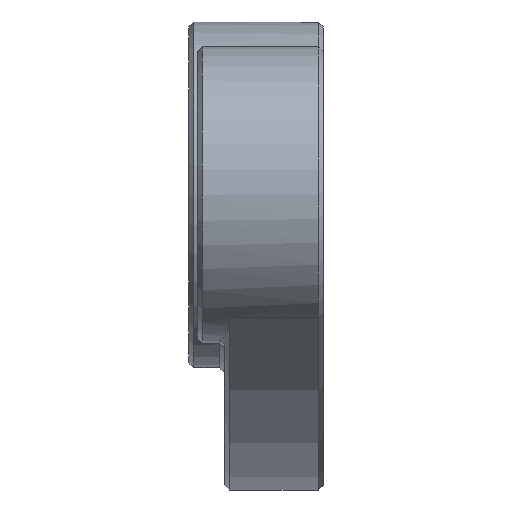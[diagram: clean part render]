
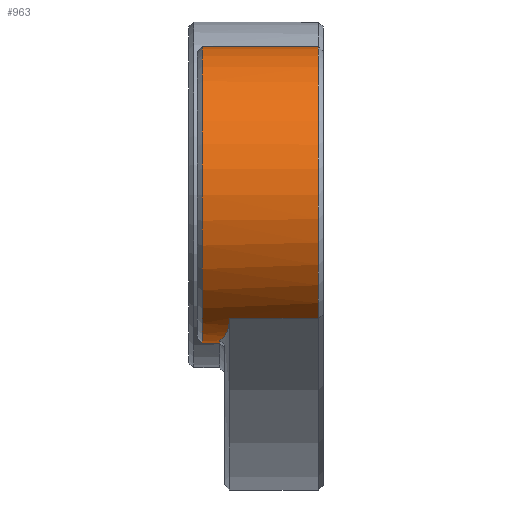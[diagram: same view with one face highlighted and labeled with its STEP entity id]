
A CAD part, left-side view. The second image highlights one B-rep face of the part: STEP entity #963.
In plain terms, the highlighted cylindrical face has radius 12 mm (diameter 24 mm), a full revolution.
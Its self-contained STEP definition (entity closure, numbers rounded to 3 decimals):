
#72=FACE_OUTER_BOUND('',#128,.T.);
#128=EDGE_LOOP('',(#678,#679,#680,#681,#682,#683,#684,#685,#686,#687,#688,
#689));
#182=CIRCLE('',#1038,12.);
#184=CIRCLE('',#1041,12.);
#185=CIRCLE('',#1042,12.);
#186=CIRCLE('',#1043,12.);
#246=B_SPLINE_CURVE_WITH_KNOTS('',3,(#1941,#1942,#1943,#1944,#1945,#1946),
 .UNSPECIFIED.,.F.,.F.,(4,2,4),(1.717,1.726,1.834),
 .UNSPECIFIED.);
#247=B_SPLINE_CURVE_WITH_KNOTS('',3,(#1948,#1949,#1950,#1951),
 .UNSPECIFIED.,.F.,.F.,(4,4),(2.653,2.794),
 .UNSPECIFIED.);
#248=B_SPLINE_CURVE_WITH_KNOTS('',3,(#1953,#1954,#1955,#1956,#1957,#1958),
 .UNSPECIFIED.,.F.,.F.,(4,2,4),(2.065,2.279,2.394),
 .UNSPECIFIED.);
#249=B_SPLINE_CURVE_WITH_KNOTS('',3,(#1970,#1971,#1972,#1973),
 .UNSPECIFIED.,.F.,.F.,(4,4),(1.594,1.867),
 .UNSPECIFIED.);
#274=LINE('',#1960,#337);
#275=LINE('',#1964,#338);
#276=LINE('',#1969,#339);
#337=VECTOR('',#1175,10.);
#338=VECTOR('',#1178,12.);
#339=VECTOR('',#1183,10.);
#418=VERTEX_POINT('',#1922);
#419=VERTEX_POINT('',#1929);
#421=VERTEX_POINT('',#1940);
#422=VERTEX_POINT('',#1947);
#423=VERTEX_POINT('',#1952);
#424=VERTEX_POINT('',#1959);
#425=VERTEX_POINT('',#1961);
#426=VERTEX_POINT('',#1963);
#427=VERTEX_POINT('',#1966);
#428=VERTEX_POINT('',#1968);
#520=EDGE_CURVE('',#418,#419,#182,.T.);
#523=EDGE_CURVE('',#419,#421,#246,.T.);
#524=EDGE_CURVE('',#422,#418,#247,.T.);
#525=EDGE_CURVE('',#423,#422,#248,.T.);
#526=EDGE_CURVE('',#423,#424,#274,.T.);
#527=EDGE_CURVE('',#425,#424,#184,.T.);
#528=EDGE_CURVE('',#425,#426,#275,.T.);
#529=EDGE_CURVE('',#426,#426,#185,.T.);
#530=EDGE_CURVE('',#427,#425,#186,.T.);
#531=EDGE_CURVE('',#428,#427,#276,.T.);
#532=EDGE_CURVE('',#421,#428,#249,.T.);
#678=ORIENTED_EDGE('',*,*,#523,.F.);
#679=ORIENTED_EDGE('',*,*,#520,.F.);
#680=ORIENTED_EDGE('',*,*,#524,.F.);
#681=ORIENTED_EDGE('',*,*,#525,.F.);
#682=ORIENTED_EDGE('',*,*,#526,.T.);
#683=ORIENTED_EDGE('',*,*,#527,.F.);
#684=ORIENTED_EDGE('',*,*,#528,.T.);
#685=ORIENTED_EDGE('',*,*,#529,.F.);
#686=ORIENTED_EDGE('',*,*,#528,.F.);
#687=ORIENTED_EDGE('',*,*,#530,.F.);
#688=ORIENTED_EDGE('',*,*,#531,.F.);
#689=ORIENTED_EDGE('',*,*,#532,.F.);
#943=CYLINDRICAL_SURFACE('',#1040,12.);
#963=ADVANCED_FACE('',(#72),#943,.T.);
#1038=AXIS2_PLACEMENT_3D('',#1930,#1169,#1170);
#1040=AXIS2_PLACEMENT_3D('',#1939,#1173,#1174);
#1041=AXIS2_PLACEMENT_3D('',#1962,#1176,#1177);
#1042=AXIS2_PLACEMENT_3D('',#1965,#1179,#1180);
#1043=AXIS2_PLACEMENT_3D('',#1967,#1181,#1182);
#1169=DIRECTION('center_axis',(0.,-1.,0.));
#1170=DIRECTION('ref_axis',(1.,0.,0.));
#1173=DIRECTION('center_axis',(0.,-1.,0.));
#1174=DIRECTION('ref_axis',(1.,0.,0.));
#1175=DIRECTION('',(0.,-1.,0.));
#1176=DIRECTION('center_axis',(0.,-1.,0.));
#1177=DIRECTION('ref_axis',(-1.,0.,0.));
#1178=DIRECTION('',(0.,1.,0.));
#1179=DIRECTION('center_axis',(0.,1.,0.));
#1180=DIRECTION('ref_axis',(1.,0.,0.));
#1181=DIRECTION('center_axis',(0.,-1.,0.));
#1182=DIRECTION('ref_axis',(-1.,0.,0.));
#1183=DIRECTION('',(0.,-1.,0.));
#1922=CARTESIAN_POINT('',(-2.281,0.4,-11.781));
#1929=CARTESIAN_POINT('',(10.161,0.4,6.384));
#1930=CARTESIAN_POINT('Origin',(0.,0.4,0.));
#1939=CARTESIAN_POINT('Origin',(0.,0.,0.));
#1940=CARTESIAN_POINT('',(9.496,0.,7.337));
#1941=CARTESIAN_POINT('Ctrl Pts',(10.161,0.4,6.384));
#1942=CARTESIAN_POINT('Ctrl Pts',(10.145,0.388,6.41));
#1943=CARTESIAN_POINT('Ctrl Pts',(10.128,0.375,6.436));
#1944=CARTESIAN_POINT('Ctrl Pts',(9.922,0.225,6.759));
#1945=CARTESIAN_POINT('Ctrl Pts',(9.716,0.103,7.052));
#1946=CARTESIAN_POINT('Ctrl Pts',(9.496,0.,
7.337));
#1947=CARTESIAN_POINT('',(-3.638,0.,-11.435));
#1948=CARTESIAN_POINT('Ctrl Pts',(-3.638,0.,
-11.435));
#1949=CARTESIAN_POINT('Ctrl Pts',(-3.19,0.112,-11.578));
#1950=CARTESIAN_POINT('Ctrl Pts',(-2.736,0.246,-11.693));
#1951=CARTESIAN_POINT('Ctrl Pts',(-2.281,0.4,-11.781));
#1952=CARTESIAN_POINT('',(-6.654,-0.4,-9.987));
#1953=CARTESIAN_POINT('Ctrl Pts',(-6.654,-0.4,
-9.987));
#1954=CARTESIAN_POINT('Ctrl Pts',(-6.059,-0.4,-10.383));
#1955=CARTESIAN_POINT('Ctrl Pts',(-5.414,-0.345,
-10.734));
#1956=CARTESIAN_POINT('Ctrl Pts',(-4.38,-0.17,
-11.179));
#1957=CARTESIAN_POINT('Ctrl Pts',(-4.011,-0.093,
-11.317));
#1958=CARTESIAN_POINT('Ctrl Pts',(-3.638,0.,
-11.435));
#1959=CARTESIAN_POINT('',(-6.654,-7.6,-9.987));
#1960=CARTESIAN_POINT('',(-6.654,0.,-9.987));
#1961=CARTESIAN_POINT('',(-12.,-7.6,0.));
#1962=CARTESIAN_POINT('Origin',(0.,-7.6,0.));
#1963=CARTESIAN_POINT('',(-12.,1.8,0.));
#1964=CARTESIAN_POINT('',(-12.,0.,0.));
#1965=CARTESIAN_POINT('Origin',(0.,1.8,0.));
#1966=CARTESIAN_POINT('',(7.569,-7.6,9.312));
#1967=CARTESIAN_POINT('Origin',(0.,-7.6,0.));
#1968=CARTESIAN_POINT('',(7.569,-0.4,9.312));
#1969=CARTESIAN_POINT('',(7.569,0.,9.312));
#1970=CARTESIAN_POINT('Ctrl Pts',(9.496,0.,
7.337));
#1971=CARTESIAN_POINT('Ctrl Pts',(8.935,-0.263,8.063));
#1972=CARTESIAN_POINT('Ctrl Pts',(8.276,-0.4,8.737));
#1973=CARTESIAN_POINT('Ctrl Pts',(7.569,-0.4,9.312));
